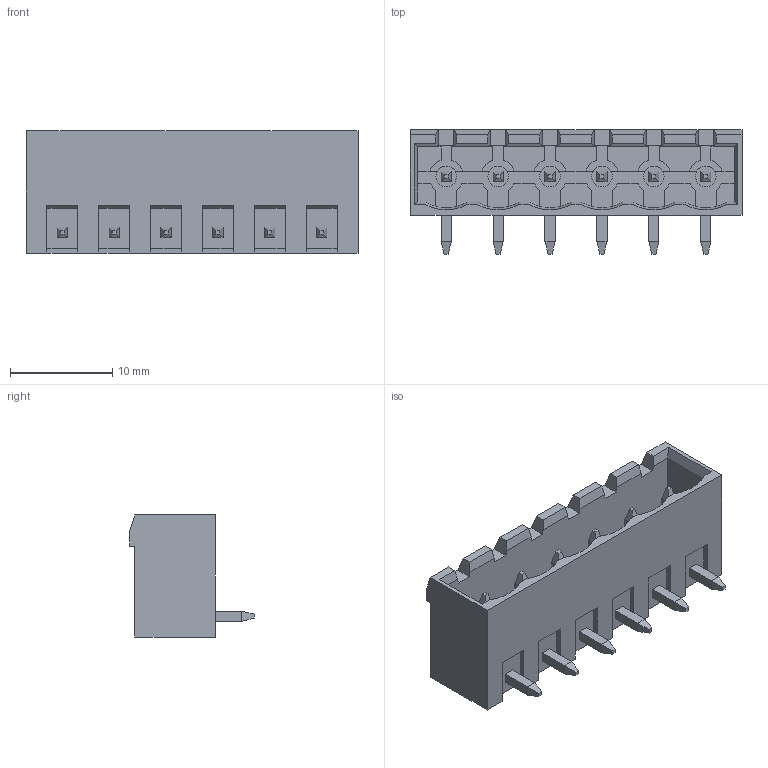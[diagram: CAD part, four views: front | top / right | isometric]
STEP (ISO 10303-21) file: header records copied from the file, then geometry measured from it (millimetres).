
FILE_DESCRIPTION((''),'2;1');
FILE_NAME('395321006','2015-02-23T',('me'),(''),'PRO/ENGINEER BY PARAMETRIC TECHNOLOGY CORPORATION, 2011490','PRO/ENGINEER BY PARAMETRIC TECHNOLOGY CORPORATION, 2011490','');
FILE_SCHEMA(('CONFIG_CONTROL_DESIGN'));
Length unit declared in the file: inch
Products named in the file (1): 395321006
Bounding box: 32.49 x 12.19 x 11.94 mm (x, y, z)
Volume: 1359 mm3; surface area: 2680.2 mm2
Topology: 1 solids, 1 shells, 321 faces, 875 edges, 574 vertices
Faces by surface type: plane 273, cylinder 42, cone 6
Entity records: 10012 total; most frequent: CARTESIAN_POINT 1825, ORIENTED_EDGE 1714, DIRECTION 1621, EDGE_CURVE 857, VECTOR 725, LINE 725, VERTEX_POINT 550, AXIS2_PLACEMENT_3D 448
